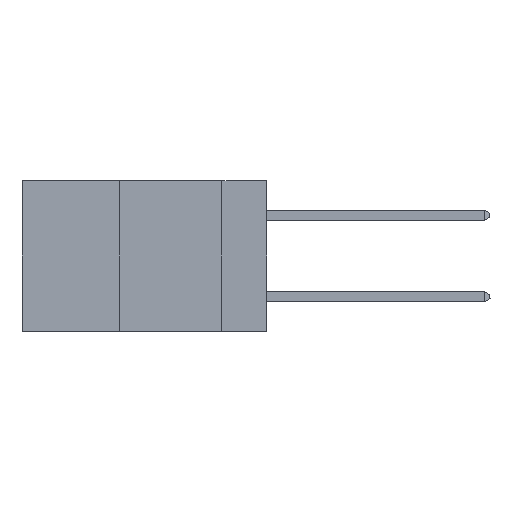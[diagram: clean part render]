
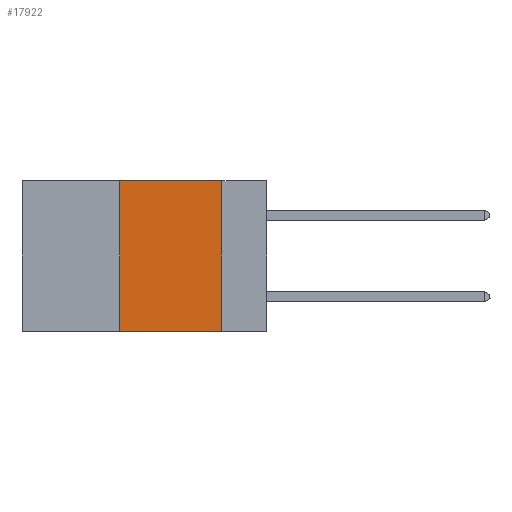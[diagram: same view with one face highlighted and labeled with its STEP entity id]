
A CAD part, left-side view. The second image highlights one B-rep face of the part: STEP entity #17922.
In plain terms, the highlighted planar face has unit normal (-1, 0, 0).
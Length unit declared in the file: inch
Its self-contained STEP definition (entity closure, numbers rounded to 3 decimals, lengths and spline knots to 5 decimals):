
#149 = ORIENTED_EDGE ( 'NONE', *, *, #4687, .F. ) ;
#846 = DIRECTION ( 'NONE',  ( 0., -1., 0. ) ) ;
#1471 = VERTEX_POINT ( 'NONE', #20568 ) ;
#1856 = EDGE_CURVE ( 'NONE', #1471, #21908, #4737, .T. ) ;
#2069 = CARTESIAN_POINT ( 'NONE',  ( 0., 0.6, 0. ) ) ;
#2344 = FACE_OUTER_BOUND ( 'NONE', #12037, .T. ) ;
#2719 = DIRECTION ( 'NONE',  ( 0., -1., 0. ) ) ;
#3005 = ORIENTED_EDGE ( 'NONE', *, *, #9473, .T. ) ;
#3191 = DIRECTION ( 'NONE',  ( 1., 0., 0. ) ) ;
#3490 = EDGE_CURVE ( 'NONE', #21908, #3662, #6146, .T. ) ;
#3662 = VERTEX_POINT ( 'NONE', #13692 ) ;
#4687 = EDGE_CURVE ( 'NONE', #6009, #1471, #7758, .T. ) ;
#4737 = LINE ( 'NONE', #2069, #18172 ) ;
#6009 = VERTEX_POINT ( 'NONE', #19883 ) ;
#6146 = LINE ( 'NONE', #21673, #9200 ) ;
#6148 = CARTESIAN_POINT ( 'NONE',  ( 0., 0.36, 0. ) ) ;
#6637 = LINE ( 'NONE', #16728, #19379 ) ;
#7213 = VECTOR ( 'NONE', #11432, 39.37008 ) ;
#7758 = LINE ( 'NONE', #6148, #7213 ) ;
#7774 = ORIENTED_EDGE ( 'NONE', *, *, #3490, .F. ) ;
#9200 = VECTOR ( 'NONE', #9665, 39.37008 ) ;
#9473 = EDGE_CURVE ( 'NONE', #6009, #3662, #6637, .T. ) ;
#9665 = DIRECTION ( 'NONE',  ( 0., 0., -1. ) ) ;
#10285 = CARTESIAN_POINT ( 'NONE',  ( 0., 0.6, 0. ) ) ;
#11432 = DIRECTION ( 'NONE',  ( 0., 0., 1. ) ) ;
#12037 = EDGE_LOOP ( 'NONE', ( #7774, #15303, #149, #3005 ) ) ;
#13692 = CARTESIAN_POINT ( 'NONE',  ( 0., 0.11, -0.37 ) ) ;
#15303 = ORIENTED_EDGE ( 'NONE', *, *, #1856, .F. ) ;
#15573 = DIRECTION ( 'NONE',  ( 0., 0., -1. ) ) ;
#16728 = CARTESIAN_POINT ( 'NONE',  ( 0., 0.6, -0.37 ) ) ;
#17338 = CARTESIAN_POINT ( 'NONE',  ( 0., 0.11, 0. ) ) ;
#17846 = AXIS2_PLACEMENT_3D ( 'NONE', #10285, #3191, #15573 ) ;
#17922 = ADVANCED_FACE ( 'NONE', ( #2344 ), #18904, .F. ) ;
#18172 = VECTOR ( 'NONE', #2719, 39.37008 ) ;
#18904 = PLANE ( 'NONE',  #17846 ) ;
#19379 = VECTOR ( 'NONE', #846, 39.37008 ) ;
#19883 = CARTESIAN_POINT ( 'NONE',  ( 0., 0.36, -0.37 ) ) ;
#20568 = CARTESIAN_POINT ( 'NONE',  ( 0., 0.36, 0. ) ) ;
#21673 = CARTESIAN_POINT ( 'NONE',  ( 0., 0.11, 0. ) ) ;
#21908 = VERTEX_POINT ( 'NONE', #17338 ) ;
